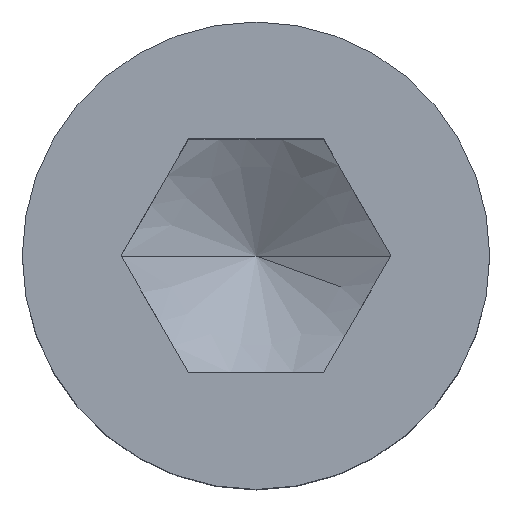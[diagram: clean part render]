
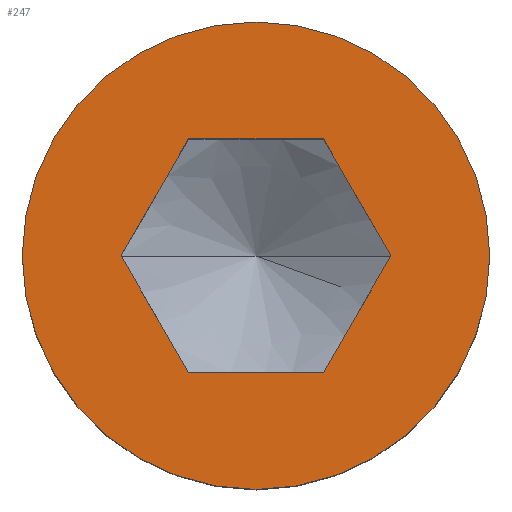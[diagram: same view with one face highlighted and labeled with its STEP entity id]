
A CAD part, top view. The second image highlights one B-rep face of the part: STEP entity #247.
In plain terms, the highlighted planar face has unit normal (0, 0, 1).
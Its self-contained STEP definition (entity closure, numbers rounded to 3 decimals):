
#157=EDGE_CURVE('',#229,#209,#374,.T.);
#163=VERTEX_POINT('',#381);
#171=EDGE_CURVE('',#163,#219,#389,.T.);
#209=VERTEX_POINT('',#431);
#211=EDGE_CURVE('',#309,#237,#433,.T.);
#219=VERTEX_POINT('',#441);
#229=VERTEX_POINT('',#454);
#233=EDGE_CURVE('',#209,#229,#458,.T.);
#237=VERTEX_POINT('',#462);
#241=EDGE_CURVE('',#237,#273,#467,.T.);
#247=ADVANCED_FACE('',(#473,#474),#475,.T.);
#267=EDGE_CURVE('',#273,#163,#497,.T.);
#273=VERTEX_POINT('',#504);
#285=VERTEX_POINT('',#518);
#289=EDGE_CURVE('',#285,#309,#522,.T.);
#309=VERTEX_POINT('',#544);
#311=EDGE_CURVE('',#219,#285,#546,.T.);
#374=CIRCLE('',#610,8.);
#381=CARTESIAN_POINT('',(4.619,0.0,10.0));
#389=LINE('',#628,#629);
#431=CARTESIAN_POINT('',(-8.,0.,10.0));
#433=LINE('',#686,#687);
#441=CARTESIAN_POINT('',(2.309,-4.0,10.0));
#454=CARTESIAN_POINT('',(8.0,0.,10.0));
#458=CIRCLE('',#736,8.);
#462=CARTESIAN_POINT('',(-2.309,4.0,10.0));
#467=LINE('',#748,#749);
#473=FACE_BOUND('',#765,.T.);
#474=FACE_OUTER_BOUND('',#766,.T.);
#475=PLANE('',#767);
#497=LINE('',#796,#797);
#504=CARTESIAN_POINT('',(2.309,4.0,10.0));
#518=CARTESIAN_POINT('',(-2.309,-4.0,10.0));
#522=LINE('',#848,#849);
#544=CARTESIAN_POINT('',(-4.619,0.0,10.0));
#546=LINE('',#888,#889);
#610=AXIS2_PLACEMENT_3D('',#955,#956,#957);
#628=CARTESIAN_POINT('',(2.887,-3.0,10.0));
#629=VECTOR('',#967,1.0);
#686=CARTESIAN_POINT('',(-2.887,3.,10.0));
#687=VECTOR('',#1025,1.0);
#736=AXIS2_PLACEMENT_3D('',#1055,#1056,#1057);
#748=CARTESIAN_POINT('',(1.155,4.0,10.0));
#749=VECTOR('',#1067,1.0);
#765=EDGE_LOOP('',(#1069,#1070,#1071,#1072,#1073,#1074));
#766=EDGE_LOOP('',(#1075,#1076));
#767=AXIS2_PLACEMENT_3D('',#1077,#1078,#1079);
#796=CARTESIAN_POINT('',(4.041,1.,10.0));
#797=VECTOR('',#1102,1.0);
#848=CARTESIAN_POINT('',(-4.041,-1.,10.0));
#849=VECTOR('',#1124,1.0);
#888=CARTESIAN_POINT('',(-1.155,-4.0,10.0));
#889=VECTOR('',#1142,1.0);
#955=CARTESIAN_POINT('',(0.,0.,10.0));
#956=DIRECTION('',(0.0,0.0,1.0));
#957=DIRECTION('',(-1.0,0.,0.0));
#967=DIRECTION('',(-0.5,-0.866,0.0));
#1025=DIRECTION('',(0.5,0.866,0.0));
#1055=CARTESIAN_POINT('',(0.,0.,10.0));
#1056=DIRECTION('',(0.0,0.0,1.0));
#1057=DIRECTION('',(-1.0,0.,0.0));
#1067=DIRECTION('',(1.0,0.0,0.0));
#1069=ORIENTED_EDGE('',*,*,#289,.T.);
#1070=ORIENTED_EDGE('',*,*,#211,.T.);
#1071=ORIENTED_EDGE('',*,*,#241,.T.);
#1072=ORIENTED_EDGE('',*,*,#267,.T.);
#1073=ORIENTED_EDGE('',*,*,#171,.T.);
#1074=ORIENTED_EDGE('',*,*,#311,.T.);
#1075=ORIENTED_EDGE('',*,*,#233,.T.);
#1076=ORIENTED_EDGE('',*,*,#157,.T.);
#1077=CARTESIAN_POINT('',(-6.31,0.,10.0));
#1078=DIRECTION('',(0.0,0.0,1.0));
#1079=DIRECTION('',(-1.0,0.,0.0));
#1102=DIRECTION('',(0.5,-0.866,0.0));
#1124=DIRECTION('',(-0.5,0.866,0.0));
#1142=DIRECTION('',(-1.0,0.0,0.0));
